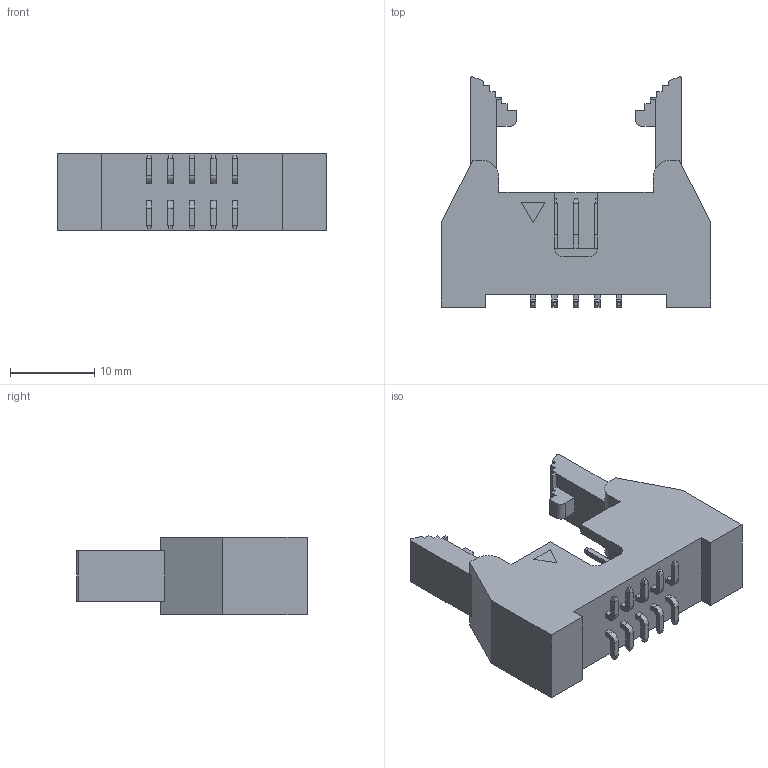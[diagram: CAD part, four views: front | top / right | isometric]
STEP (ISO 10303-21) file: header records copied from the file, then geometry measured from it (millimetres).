
FILE_DESCRIPTION (( 'STEP AP214' ), '1' );
FILE_NAME ('53611-G10-8LF.STEP', '2022-04-07T04:04:42', ( '' ), ( '' ), 'SwSTEP 2.0', 'SolidWorks 2017', '' );
FILE_SCHEMA (( 'AUTOMOTIVE_DESIGN' ));
Length unit declared in the file: inch
Products named in the file (1): 53611-G10-8LF
Bounding box: 32 x 27.3 x 9.14 mm (x, y, z)
Volume: 3440.8 mm3; surface area: 2838.5 mm2
Topology: 34 solids, 34 shells, 433 faces, 928 edges, 564 vertices
Faces by surface type: plane 403, cylinder 30
Entity records: 12993 total; most frequent: CARTESIAN_POINT 1926, DIRECTION 1856, ORIENTED_EDGE 1856, EDGE_CURVE 928, LINE 868, VECTOR 868, VERTEX_POINT 564, AXIS2_PLACEMENT_3D 494
